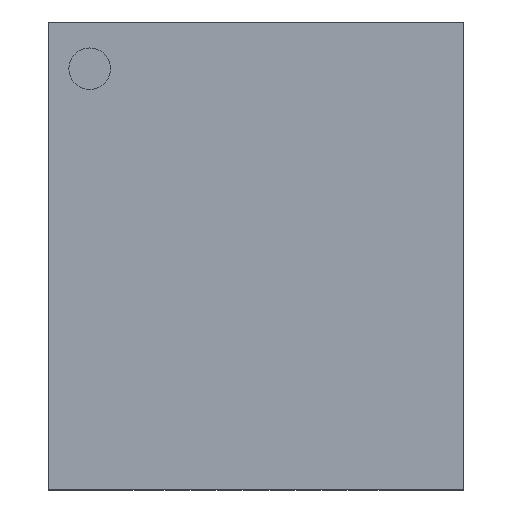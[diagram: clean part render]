
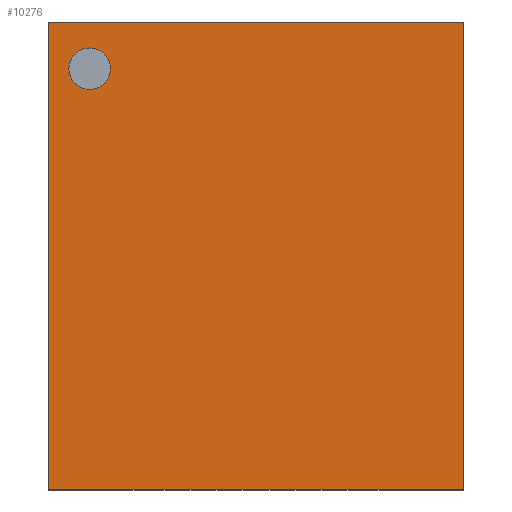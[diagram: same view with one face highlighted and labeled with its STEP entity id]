
A CAD part, top view. The second image highlights one B-rep face of the part: STEP entity #10276.
In plain terms, the highlighted planar face has unit normal (0, 0, 1).
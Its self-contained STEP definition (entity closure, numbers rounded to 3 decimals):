
#9496 = VERTEX_POINT('',#9497);
#9497 = CARTESIAN_POINT('',(-2.,-2.25,0.9));
#9503 = EDGE_CURVE('',#9496,#9504,#9506,.T.);
#9504 = VERTEX_POINT('',#9505);
#9505 = CARTESIAN_POINT('',(2.,-2.25,0.9));
#9506 = LINE('',#9507,#9508);
#9507 = CARTESIAN_POINT('',(-2.,-2.25,0.9));
#9508 = VECTOR('',#9509,1.);
#9509 = DIRECTION('',(1.,0.,0.));
#9688 = VERTEX_POINT('',#9689);
#9689 = CARTESIAN_POINT('',(-2.,2.25,0.9));
#9695 = EDGE_CURVE('',#9688,#9496,#9696,.T.);
#9696 = LINE('',#9697,#9698);
#9697 = CARTESIAN_POINT('',(-2.,2.25,0.9));
#9698 = VECTOR('',#9699,1.);
#9699 = DIRECTION('',(0.,-1.,0.));
#9896 = VERTEX_POINT('',#9897);
#9897 = CARTESIAN_POINT('',(2.,2.25,0.9));
#9903 = EDGE_CURVE('',#9896,#9688,#9904,.T.);
#9904 = LINE('',#9905,#9906);
#9905 = CARTESIAN_POINT('',(2.,2.25,0.9));
#9906 = VECTOR('',#9907,1.);
#9907 = DIRECTION('',(-1.,0.,0.));
#10081 = EDGE_CURVE('',#9504,#9896,#10082,.T.);
#10082 = LINE('',#10083,#10084);
#10083 = CARTESIAN_POINT('',(2.,-2.25,0.9));
#10084 = VECTOR('',#10085,1.);
#10085 = DIRECTION('',(0.,1.,0.));
#10276 = ADVANCED_FACE('',(#10277),#10283,.T.);
#10277 = FACE_BOUND('',#10278,.F.);
#10278 = EDGE_LOOP('',(#10279,#10280,#10281,#10282));
#10279 = ORIENTED_EDGE('',*,*,#9503,.F.);
#10280 = ORIENTED_EDGE('',*,*,#9695,.F.);
#10281 = ORIENTED_EDGE('',*,*,#9903,.F.);
#10282 = ORIENTED_EDGE('',*,*,#10081,.F.);
#10283 = PLANE('',#10284);
#10284 = AXIS2_PLACEMENT_3D('',#10285,#10286,#10287);
#10285 = CARTESIAN_POINT('',(0.,0.,0.9));
#10286 = DIRECTION('',(0.,0.,1.));
#10287 = DIRECTION('',(0.,1.,0.));
